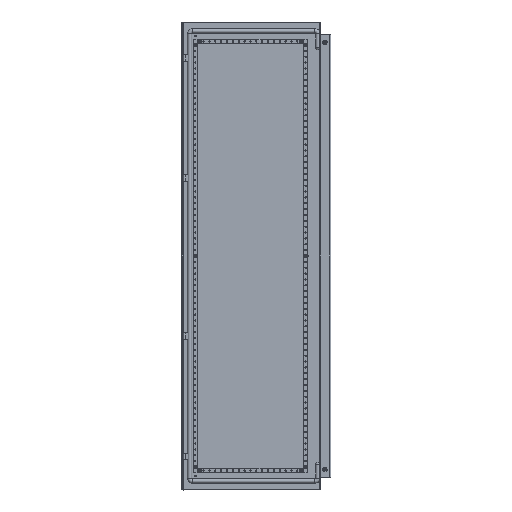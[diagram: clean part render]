
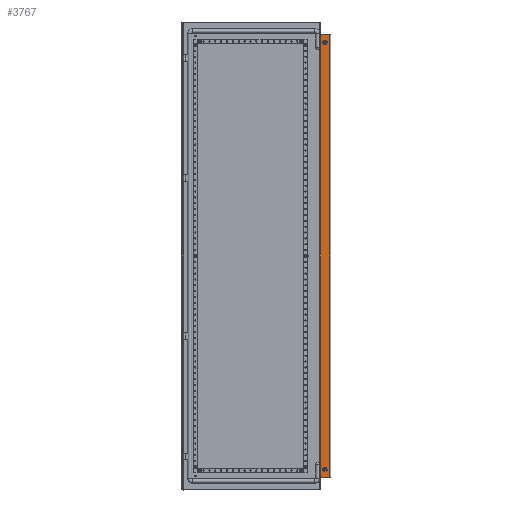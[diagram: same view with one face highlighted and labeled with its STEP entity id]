
A CAD part, left-side view. The second image highlights one B-rep face of the part: STEP entity #3767.
In plain terms, the highlighted planar face has unit normal (-1, 0, 0).
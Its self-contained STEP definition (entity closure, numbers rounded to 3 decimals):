
#3301=CARTESIAN_POINT('Vertex',(-30.,-334.7,-943.)) ;
#3304=CARTESIAN_POINT('Line Origine',(-30.,-314.95,-943.)) ;
#3308=CARTESIAN_POINT('Vertex',(-30.,-295.2,-943.)) ;
#3336=CARTESIAN_POINT('Line Origine',(-30.,-295.2,0.61)) ;
#3340=CARTESIAN_POINT('Vertex',(-30.,-295.2,943.)) ;
#3360=CARTESIAN_POINT('Line Origine',(-30.,-314.95,943.)) ;
#3364=CARTESIAN_POINT('Vertex',(-30.,-334.7,943.)) ;
#3683=CARTESIAN_POINT('Axis2P3D Location',(-30.,-334.7,-943.)) ;
#3688=CARTESIAN_POINT('Line Origine',(-30.,-334.7,0.)) ;
#3699=CARTESIAN_POINT('Line Origine',(-30.,-313.6,-902.5)) ;
#3703=CARTESIAN_POINT('Vertex',(-30.,-309.163,-902.5)) ;
#3705=CARTESIAN_POINT('Vertex',(-30.,-318.037,-902.5)) ;
#3708=CARTESIAN_POINT('Axis2P3D Location',(-30.,-313.6,-910.9)) ;
#3712=CARTESIAN_POINT('Vertex',(-30.,-318.037,-919.3)) ;
#3715=CARTESIAN_POINT('Line Origine',(-30.,-313.6,-919.3)) ;
#3719=CARTESIAN_POINT('Vertex',(-30.,-309.163,-919.3)) ;
#3722=CARTESIAN_POINT('Axis2P3D Location',(-30.,-313.6,-910.9)) ;
#3733=CARTESIAN_POINT('Line Origine',(-30.,-313.6,919.3)) ;
#3737=CARTESIAN_POINT('Vertex',(-30.,-309.163,919.3)) ;
#3739=CARTESIAN_POINT('Vertex',(-30.,-318.037,919.3)) ;
#3742=CARTESIAN_POINT('Axis2P3D Location',(-30.,-313.6,910.9)) ;
#3746=CARTESIAN_POINT('Vertex',(-30.,-318.037,902.5)) ;
#3749=CARTESIAN_POINT('Line Origine',(-30.,-313.6,902.5)) ;
#3753=CARTESIAN_POINT('Vertex',(-30.,-309.163,902.5)) ;
#3756=CARTESIAN_POINT('Axis2P3D Location',(-30.,-313.6,910.9)) ;
#3305=DIRECTION('Vector Direction',(0.,1.,0.)) ;
#3337=DIRECTION('Vector Direction',(0.,0.,-1.)) ;
#3361=DIRECTION('Vector Direction',(0.,1.,0.)) ;
#3684=DIRECTION('Axis2P3D Direction',(1.,0.,-0.)) ;
#3685=DIRECTION('Axis2P3D XDirection',(0.,1.,-0.)) ;
#3689=DIRECTION('Vector Direction',(0.,0.,1.)) ;
#3700=DIRECTION('Vector Direction',(0.,1.,0.)) ;
#3709=DIRECTION('Axis2P3D Direction',(1.,0.,-0.)) ;
#3716=DIRECTION('Vector Direction',(0.,1.,0.)) ;
#3723=DIRECTION('Axis2P3D Direction',(1.,0.,-0.)) ;
#3734=DIRECTION('Vector Direction',(0.,-1.,0.)) ;
#3743=DIRECTION('Axis2P3D Direction',(1.,0.,-0.)) ;
#3750=DIRECTION('Vector Direction',(0.,-1.,0.)) ;
#3757=DIRECTION('Axis2P3D Direction',(1.,0.,-0.)) ;
#3686=AXIS2_PLACEMENT_3D('Plane Axis2P3D',#3683,#3684,#3685) ;
#3710=AXIS2_PLACEMENT_3D('Circle Axis2P3D',#3708,#3709,$) ;
#3724=AXIS2_PLACEMENT_3D('Circle Axis2P3D',#3722,#3723,$) ;
#3744=AXIS2_PLACEMENT_3D('Circle Axis2P3D',#3742,#3743,$) ;
#3758=AXIS2_PLACEMENT_3D('Circle Axis2P3D',#3756,#3757,$) ;
#3694=ORIENTED_EDGE('',*,*,#3366,.T.) ;
#3695=ORIENTED_EDGE('',*,*,#3342,.F.) ;
#3696=ORIENTED_EDGE('',*,*,#3310,.F.) ;
#3697=ORIENTED_EDGE('',*,*,#3692,.T.) ;
#3728=ORIENTED_EDGE('',*,*,#3707,.T.) ;
#3729=ORIENTED_EDGE('',*,*,#3714,.T.) ;
#3730=ORIENTED_EDGE('',*,*,#3721,.T.) ;
#3731=ORIENTED_EDGE('',*,*,#3726,.T.) ;
#3762=ORIENTED_EDGE('',*,*,#3741,.T.) ;
#3763=ORIENTED_EDGE('',*,*,#3748,.T.) ;
#3764=ORIENTED_EDGE('',*,*,#3755,.T.) ;
#3765=ORIENTED_EDGE('',*,*,#3760,.T.) ;
#3732=FACE_BOUND('',#3727,.T.) ;
#3766=FACE_BOUND('',#3761,.T.) ;
#3306=VECTOR('Line Direction',#3305,1.) ;
#3338=VECTOR('Line Direction',#3337,1.) ;
#3362=VECTOR('Line Direction',#3361,1.) ;
#3690=VECTOR('Line Direction',#3689,1.) ;
#3701=VECTOR('Line Direction',#3700,1.) ;
#3717=VECTOR('Line Direction',#3716,1.) ;
#3735=VECTOR('Line Direction',#3734,1.) ;
#3751=VECTOR('Line Direction',#3750,1.) ;
#3767=ADVANCED_FACE('Body.8',(#3698,#3732,#3766),#3687,.F.) ;
#3711=CIRCLE('generated circle',#3710,9.5) ;
#3725=CIRCLE('generated circle',#3724,9.5) ;
#3745=CIRCLE('generated circle',#3744,9.5) ;
#3759=CIRCLE('generated circle',#3758,9.5) ;
#3310=EDGE_CURVE('',#3302,#3309,#3307,.T.) ;
#3342=EDGE_CURVE('',#3309,#3341,#3339,.F.) ;
#3366=EDGE_CURVE('',#3365,#3341,#3363,.T.) ;
#3692=EDGE_CURVE('',#3302,#3365,#3691,.T.) ;
#3707=EDGE_CURVE('',#3704,#3706,#3702,.F.) ;
#3714=EDGE_CURVE('',#3706,#3713,#3711,.T.) ;
#3721=EDGE_CURVE('',#3713,#3720,#3718,.T.) ;
#3726=EDGE_CURVE('',#3720,#3704,#3725,.T.) ;
#3741=EDGE_CURVE('',#3738,#3740,#3736,.T.) ;
#3748=EDGE_CURVE('',#3740,#3747,#3745,.T.) ;
#3755=EDGE_CURVE('',#3747,#3754,#3752,.F.) ;
#3760=EDGE_CURVE('',#3754,#3738,#3759,.T.) ;
#3693=EDGE_LOOP('',(#3694,#3695,#3696,#3697)) ;
#3727=EDGE_LOOP('',(#3728,#3729,#3730,#3731)) ;
#3761=EDGE_LOOP('',(#3762,#3763,#3764,#3765)) ;
#3698=FACE_OUTER_BOUND('',#3693,.T.) ;
#3307=LINE('Line',#3304,#3306) ;
#3339=LINE('Line',#3336,#3338) ;
#3363=LINE('Line',#3360,#3362) ;
#3691=LINE('Line',#3688,#3690) ;
#3702=LINE('Line',#3699,#3701) ;
#3718=LINE('Line',#3715,#3717) ;
#3736=LINE('Line',#3733,#3735) ;
#3752=LINE('Line',#3749,#3751) ;
#3687=PLANE('',#3686) ;
#3302=VERTEX_POINT('',#3301) ;
#3309=VERTEX_POINT('',#3308) ;
#3341=VERTEX_POINT('',#3340) ;
#3365=VERTEX_POINT('',#3364) ;
#3704=VERTEX_POINT('',#3703) ;
#3706=VERTEX_POINT('',#3705) ;
#3713=VERTEX_POINT('',#3712) ;
#3720=VERTEX_POINT('',#3719) ;
#3738=VERTEX_POINT('',#3737) ;
#3740=VERTEX_POINT('',#3739) ;
#3747=VERTEX_POINT('',#3746) ;
#3754=VERTEX_POINT('',#3753) ;
